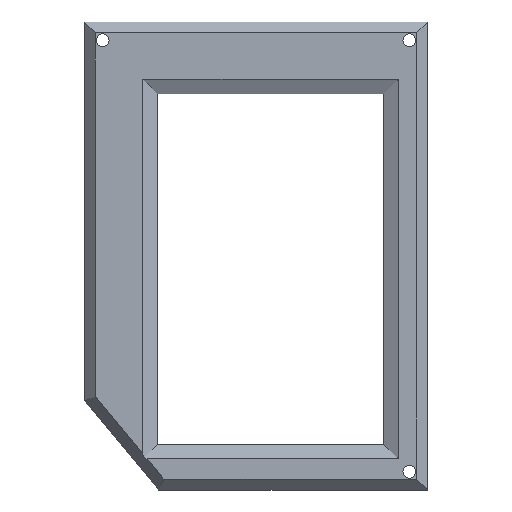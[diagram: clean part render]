
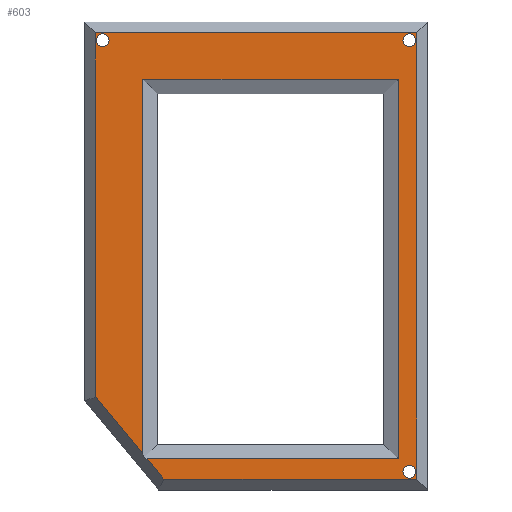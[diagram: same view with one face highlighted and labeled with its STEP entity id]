
A CAD part, top view. The second image highlights one B-rep face of the part: STEP entity #603.
In plain terms, the highlighted planar face has unit normal (0, 0, 1).
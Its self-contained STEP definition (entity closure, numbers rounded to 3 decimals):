
#22=FACE_BOUND('',#99,.T.);
#23=FACE_BOUND('',#100,.T.);
#24=FACE_BOUND('',#101,.T.);
#34=CIRCLE('',#654,1.75);
#35=CIRCLE('',#655,1.75);
#36=CIRCLE('',#656,1.75);
#62=FACE_OUTER_BOUND('',#98,.T.);
#98=EDGE_LOOP('',(#459,#460,#461,#462,#463,#464,#465,#466,#467,#468));
#99=EDGE_LOOP('',(#469));
#100=EDGE_LOOP('',(#470));
#101=EDGE_LOOP('',(#471));
#132=LINE('',#862,#199);
#139=LINE('',#876,#206);
#141=LINE('',#880,#208);
#144=LINE('',#885,#211);
#146=LINE('',#889,#213);
#150=LINE('',#896,#217);
#156=LINE('',#909,#223);
#159=LINE('',#915,#226);
#163=LINE('',#923,#230);
#166=LINE('',#927,#233);
#199=VECTOR('',#693,10.);
#206=VECTOR('',#702,10.);
#208=VECTOR('',#706,10.);
#211=VECTOR('',#711,10.);
#213=VECTOR('',#715,10.);
#217=VECTOR('',#719,10.);
#223=VECTOR('',#731,10.);
#226=VECTOR('',#736,10.);
#230=VECTOR('',#742,10.);
#233=VECTOR('',#747,10.);
#266=VERTEX_POINT('',#860);
#267=VERTEX_POINT('',#861);
#272=VERTEX_POINT('',#873);
#273=VERTEX_POINT('',#875);
#274=VERTEX_POINT('',#879);
#276=VERTEX_POINT('',#888);
#279=VERTEX_POINT('',#894);
#283=VERTEX_POINT('',#908);
#285=VERTEX_POINT('',#914);
#288=VERTEX_POINT('',#922);
#293=VERTEX_POINT('',#943);
#294=VERTEX_POINT('',#945);
#295=VERTEX_POINT('',#947);
#317=EDGE_CURVE('',#266,#267,#132,.T.);
#324=EDGE_CURVE('',#272,#273,#139,.T.);
#326=EDGE_CURVE('',#274,#266,#141,.T.);
#329=EDGE_CURVE('',#273,#274,#144,.T.);
#331=EDGE_CURVE('',#267,#276,#146,.T.);
#335=EDGE_CURVE('',#279,#272,#150,.T.);
#341=EDGE_CURVE('',#283,#279,#156,.T.);
#344=EDGE_CURVE('',#276,#285,#159,.T.);
#348=EDGE_CURVE('',#285,#288,#163,.T.);
#351=EDGE_CURVE('',#288,#283,#166,.T.);
#359=EDGE_CURVE('',#293,#293,#34,.T.);
#360=EDGE_CURVE('',#294,#294,#35,.T.);
#361=EDGE_CURVE('',#295,#295,#36,.T.);
#459=ORIENTED_EDGE('',*,*,#324,.F.);
#460=ORIENTED_EDGE('',*,*,#335,.F.);
#461=ORIENTED_EDGE('',*,*,#341,.F.);
#462=ORIENTED_EDGE('',*,*,#351,.F.);
#463=ORIENTED_EDGE('',*,*,#348,.F.);
#464=ORIENTED_EDGE('',*,*,#344,.F.);
#465=ORIENTED_EDGE('',*,*,#331,.F.);
#466=ORIENTED_EDGE('',*,*,#317,.F.);
#467=ORIENTED_EDGE('',*,*,#326,.F.);
#468=ORIENTED_EDGE('',*,*,#329,.F.);
#469=ORIENTED_EDGE('',*,*,#359,.T.);
#470=ORIENTED_EDGE('',*,*,#360,.T.);
#471=ORIENTED_EDGE('',*,*,#361,.T.);
#574=PLANE('',#653);
#603=ADVANCED_FACE('',(#62,#22,#23,#24),#574,.T.);
#653=AXIS2_PLACEMENT_3D('',#942,#761,#762);
#654=AXIS2_PLACEMENT_3D('',#944,#763,#764);
#655=AXIS2_PLACEMENT_3D('',#946,#765,#766);
#656=AXIS2_PLACEMENT_3D('',#948,#767,#768);
#693=DIRECTION('',(0.,-1.,0.));
#702=DIRECTION('',(1.,0.,0.));
#706=DIRECTION('',(-1.,0.,0.));
#711=DIRECTION('',(0.,1.,0.));
#715=DIRECTION('',(-0.64,0.769,0.));
#719=DIRECTION('',(-0.64,0.769,0.));
#731=DIRECTION('',(-1.,0.,0.));
#736=DIRECTION('',(0.,1.,0.));
#742=DIRECTION('',(1.,0.,0.));
#747=DIRECTION('',(0.,-1.,0.));
#761=DIRECTION('center_axis',(0.,0.,1.));
#762=DIRECTION('ref_axis',(1.,0.,0.));
#763=DIRECTION('center_axis',(0.,0.,-1.));
#764=DIRECTION('ref_axis',(-1.,0.,0.));
#765=DIRECTION('center_axis',(0.,0.,-1.));
#766=DIRECTION('ref_axis',(-1.,0.,0.));
#767=DIRECTION('center_axis',(0.,0.,-1.));
#768=DIRECTION('ref_axis',(-1.,0.,0.));
#860=CARTESIAN_POINT('',(16.,112.5,6.));
#861=CARTESIAN_POINT('',(16.,9.877,6.));
#862=CARTESIAN_POINT('',(16.,86.3,6.));
#873=CARTESIAN_POINT('',(17.145,8.5,6.));
#875=CARTESIAN_POINT('',(86.,8.5,6.));
#876=CARTESIAN_POINT('',(33.5,8.5,6.));
#879=CARTESIAN_POINT('',(86.,112.5,6.));
#880=CARTESIAN_POINT('',(64.5,112.5,6.));
#885=CARTESIAN_POINT('',(86.,38.3,6.));
#888=CARTESIAN_POINT('',(3.,25.505,6.));
#889=CARTESIAN_POINT('',(2.163,26.511,6.));
#894=CARTESIAN_POINT('',(21.721,3.,6.));
#896=CARTESIAN_POINT('',(2.163,26.511,6.));
#908=CARTESIAN_POINT('',(91.,3.,6.));
#909=CARTESIAN_POINT('',(33.657,3.,6.));
#914=CARTESIAN_POINT('',(3.,125.2,6.));
#915=CARTESIAN_POINT('',(3.,96.15,6.));
#922=CARTESIAN_POINT('',(91.,125.2,6.));
#923=CARTESIAN_POINT('',(70.5,125.2,6.));
#927=CARTESIAN_POINT('',(91.,32.05,6.));
#942=CARTESIAN_POINT('Origin',(47.,64.1,6.));
#943=CARTESIAN_POINT('',(90.75,5.,6.));
#944=CARTESIAN_POINT('Origin',(89.,5.,6.));
#945=CARTESIAN_POINT('',(90.75,123.2,6.));
#946=CARTESIAN_POINT('Origin',(89.,123.2,6.));
#947=CARTESIAN_POINT('',(6.75,123.2,6.));
#948=CARTESIAN_POINT('Origin',(5.,123.2,6.));
